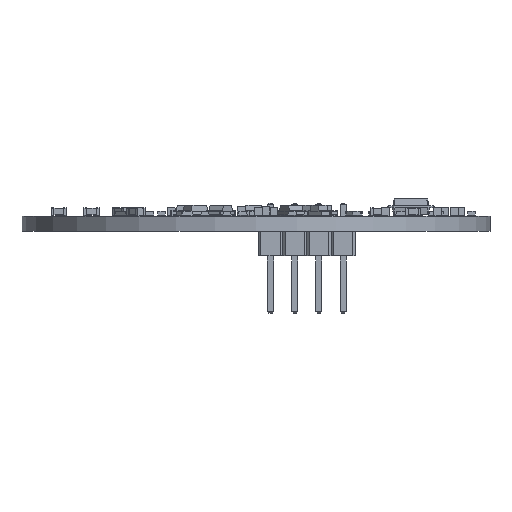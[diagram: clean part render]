
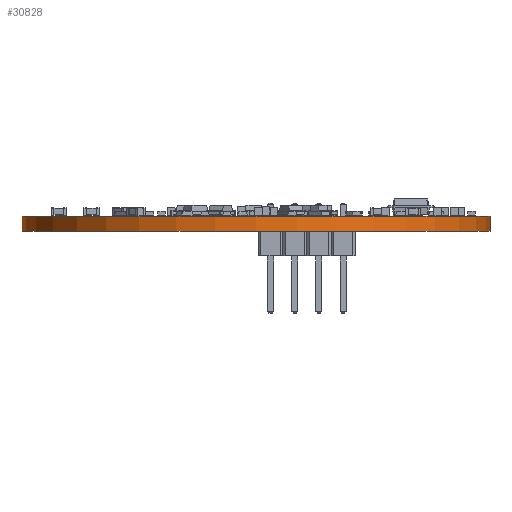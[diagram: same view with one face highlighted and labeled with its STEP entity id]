
A CAD part, front view. The second image highlights one B-rep face of the part: STEP entity #30828.
In plain terms, the highlighted cylindrical face has radius 24.558 mm (diameter 49.117 mm), a full revolution.
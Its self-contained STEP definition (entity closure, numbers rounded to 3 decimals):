
#30828 = ADVANCED_FACE('',(#30829),#30843,.T.);
#30829 = FACE_BOUND('',#30830,.F.);
#30830 = EDGE_LOOP('',(#30831,#30861,#30888,#30889));
#30831 = ORIENTED_EDGE('',*,*,#30832,.T.);
#30832 = EDGE_CURVE('',#30833,#30835,#30837,.T.);
#30833 = VERTEX_POINT('',#30834);
#30834 = CARTESIAN_POINT('',(24.812,0.508,0.));
#30835 = VERTEX_POINT('',#30836);
#30836 = CARTESIAN_POINT('',(24.812,0.508,1.6));
#30837 = SEAM_CURVE('',#30838,(#30842,#30854),.PCURVE_S1.);
#30838 = LINE('',#30839,#30840);
#30839 = CARTESIAN_POINT('',(24.812,0.508,0.));
#30840 = VECTOR('',#30841,1.);
#30841 = DIRECTION('',(0.,0.,1.));
#30842 = PCURVE('',#30843,#30848);
#30843 = CYLINDRICAL_SURFACE('',#30844,24.558);
#30844 = AXIS2_PLACEMENT_3D('',#30845,#30846,#30847);
#30845 = CARTESIAN_POINT('',(0.254,0.508,0.));
#30846 = DIRECTION('',(-0.,-0.,-1.));
#30847 = DIRECTION('',(1.,0.,-0.));
#30848 = DEFINITIONAL_REPRESENTATION('',(#30849),#30853);
#30849 = LINE('',#30850,#30851);
#30850 = CARTESIAN_POINT('',(-0.,0.));
#30851 = VECTOR('',#30852,1.);
#30852 = DIRECTION('',(-0.,-1.));
#30853 = ( GEOMETRIC_REPRESENTATION_CONTEXT(2) 
PARAMETRIC_REPRESENTATION_CONTEXT() REPRESENTATION_CONTEXT('2D SPACE',''
  ) );
#30854 = PCURVE('',#30843,#30855);
#30855 = DEFINITIONAL_REPRESENTATION('',(#30856),#30860);
#30856 = LINE('',#30857,#30858);
#30857 = CARTESIAN_POINT('',(-6.283,0.));
#30858 = VECTOR('',#30859,1.);
#30859 = DIRECTION('',(-0.,-1.));
#30860 = ( GEOMETRIC_REPRESENTATION_CONTEXT(2) 
PARAMETRIC_REPRESENTATION_CONTEXT() REPRESENTATION_CONTEXT('2D SPACE',''
  ) );
#30861 = ORIENTED_EDGE('',*,*,#30862,.T.);
#30862 = EDGE_CURVE('',#30835,#30835,#30863,.T.);
#30863 = SURFACE_CURVE('',#30864,(#30869,#30876),.PCURVE_S1.);
#30864 = CIRCLE('',#30865,24.558);
#30865 = AXIS2_PLACEMENT_3D('',#30866,#30867,#30868);
#30866 = CARTESIAN_POINT('',(0.254,0.508,1.6));
#30867 = DIRECTION('',(0.,0.,1.));
#30868 = DIRECTION('',(1.,0.,-0.));
#30869 = PCURVE('',#30843,#30870);
#30870 = DEFINITIONAL_REPRESENTATION('',(#30871),#30875);
#30871 = LINE('',#30872,#30873);
#30872 = CARTESIAN_POINT('',(-0.,-1.6));
#30873 = VECTOR('',#30874,1.);
#30874 = DIRECTION('',(-1.,0.));
#30875 = ( GEOMETRIC_REPRESENTATION_CONTEXT(2) 
PARAMETRIC_REPRESENTATION_CONTEXT() REPRESENTATION_CONTEXT('2D SPACE',''
  ) );
#30876 = PCURVE('',#30877,#30882);
#30877 = PLANE('',#30878);
#30878 = AXIS2_PLACEMENT_3D('',#30879,#30880,#30881);
#30879 = CARTESIAN_POINT('',(0.254,0.508,1.6));
#30880 = DIRECTION('',(0.,0.,1.));
#30881 = DIRECTION('',(1.,0.,-0.));
#30882 = DEFINITIONAL_REPRESENTATION('',(#30883),#30887);
#30883 = CIRCLE('',#30884,24.558);
#30884 = AXIS2_PLACEMENT_2D('',#30885,#30886);
#30885 = CARTESIAN_POINT('',(0.,0.));
#30886 = DIRECTION('',(1.,0.));
#30887 = ( GEOMETRIC_REPRESENTATION_CONTEXT(2) 
PARAMETRIC_REPRESENTATION_CONTEXT() REPRESENTATION_CONTEXT('2D SPACE',''
  ) );
#30888 = ORIENTED_EDGE('',*,*,#30832,.F.);
#30889 = ORIENTED_EDGE('',*,*,#30890,.F.);
#30890 = EDGE_CURVE('',#30833,#30833,#30891,.T.);
#30891 = SURFACE_CURVE('',#30892,(#30897,#30904),.PCURVE_S1.);
#30892 = CIRCLE('',#30893,24.558);
#30893 = AXIS2_PLACEMENT_3D('',#30894,#30895,#30896);
#30894 = CARTESIAN_POINT('',(0.254,0.508,0.));
#30895 = DIRECTION('',(0.,0.,1.));
#30896 = DIRECTION('',(1.,0.,-0.));
#30897 = PCURVE('',#30843,#30898);
#30898 = DEFINITIONAL_REPRESENTATION('',(#30899),#30903);
#30899 = LINE('',#30900,#30901);
#30900 = CARTESIAN_POINT('',(-0.,0.));
#30901 = VECTOR('',#30902,1.);
#30902 = DIRECTION('',(-1.,0.));
#30903 = ( GEOMETRIC_REPRESENTATION_CONTEXT(2) 
PARAMETRIC_REPRESENTATION_CONTEXT() REPRESENTATION_CONTEXT('2D SPACE',''
  ) );
#30904 = PCURVE('',#30905,#30910);
#30905 = PLANE('',#30906);
#30906 = AXIS2_PLACEMENT_3D('',#30907,#30908,#30909);
#30907 = CARTESIAN_POINT('',(0.254,0.508,0.));
#30908 = DIRECTION('',(0.,0.,1.));
#30909 = DIRECTION('',(1.,0.,-0.));
#30910 = DEFINITIONAL_REPRESENTATION('',(#30911),#30915);
#30911 = CIRCLE('',#30912,24.558);
#30912 = AXIS2_PLACEMENT_2D('',#30913,#30914);
#30913 = CARTESIAN_POINT('',(0.,0.));
#30914 = DIRECTION('',(1.,0.));
#30915 = ( GEOMETRIC_REPRESENTATION_CONTEXT(2) 
PARAMETRIC_REPRESENTATION_CONTEXT() REPRESENTATION_CONTEXT('2D SPACE',''
  ) );
